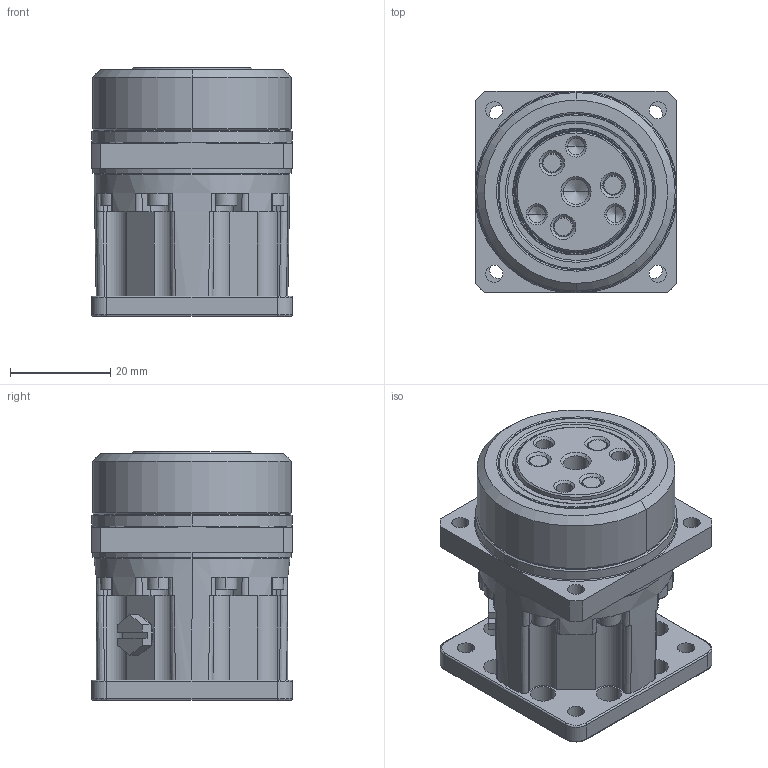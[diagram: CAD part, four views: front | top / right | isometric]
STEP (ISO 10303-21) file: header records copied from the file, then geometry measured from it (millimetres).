
FILE_DESCRIPTION (( 'STEP AP214' ), '1' );
FILE_NAME ('HPG-11B-09-F0CCC.STEP', '2016-12-14T01:07:56', ( 'installer' ), ( '' ), 'SwSTEP 2.0', 'SolidWorks 2015', '' );
FILE_SCHEMA (( 'AUTOMOTIVE_DESIGN' ));
Length unit declared in the file: millimetre
Products named in the file (3): HPG-11B-E-F0_output; HPG-11B-CCC_fixed; HPG-11B-09-F0CCC
Assembly tree (2 placements, depth 2):
  HPG-11B-09-F0CCC
    HPG-11B-CCC_fixed
    HPG-11B-E-F0_output
Bounding box: 40.03 x 40.03 x 49.5 mm (x, y, z)
Volume: 50491.8 mm3; surface area: 18047.8 mm2
Topology: 2 solids, 5 shells, 512 faces, 1266 edges, 794 vertices
Faces by surface type: plane 204, cylinder 154, bspline 78, cone 76
Entity records: 23961 total; most frequent: CARTESIAN_POINT 6239, ORIENTED_EDGE 2516, DIRECTION 2504, EDGE_CURVE 1258, AXIS2_PLACEMENT_3D 951, VERTEX_POINT 794, LINE 602, VECTOR 602
